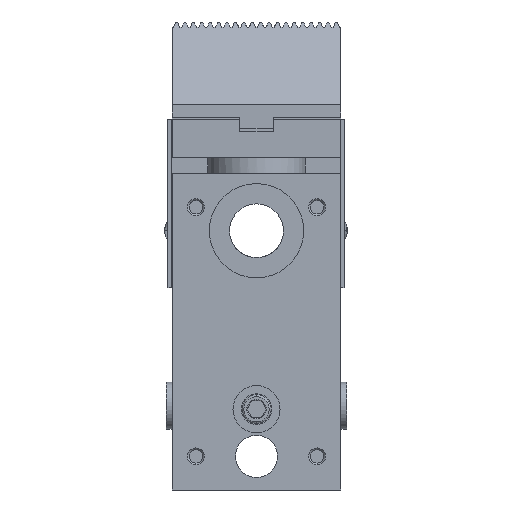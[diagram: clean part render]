
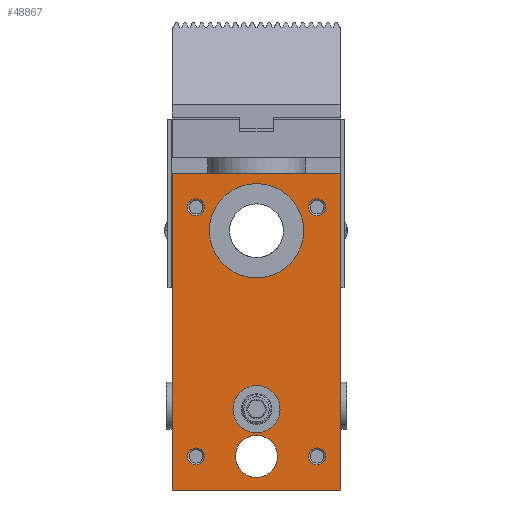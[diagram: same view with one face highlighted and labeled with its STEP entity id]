
A CAD part, front view. The second image highlights one B-rep face of the part: STEP entity #48867.
In plain terms, the highlighted planar face has unit normal (0, -1, 0).
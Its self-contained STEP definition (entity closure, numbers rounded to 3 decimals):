
#46211=DIRECTION('',(1.,0.,0.));
#46212=VECTOR('',#46211,50.);
#46213=CARTESIAN_POINT('',(-25.,0.,-94.));
#46214=LINE('',#46213,#46212);
#46215=DIRECTION('',(0.,0.,-1.));
#46216=VECTOR('',#46215,94.);
#46217=CARTESIAN_POINT('',(-25.,0.,0.));
#46218=LINE('',#46217,#46216);
#46219=DIRECTION('',(-1.,0.,0.));
#46220=VECTOR('',#46219,50.);
#46221=CARTESIAN_POINT('',(25.,0.,0.));
#46222=LINE('',#46221,#46220);
#46223=CARTESIAN_POINT('',(18.,0.,-10.));
#46224=DIRECTION('',(0.,1.,0.));
#46225=DIRECTION('',(0.,0.,1.));
#46226=AXIS2_PLACEMENT_3D('',#46223,#46224,#46225);
#46228=CARTESIAN_POINT('',(18.,0.,-10.));
#46229=DIRECTION('',(0.,1.,0.));
#46230=DIRECTION('',(0.,0.,-1.));
#46231=AXIS2_PLACEMENT_3D('',#46228,#46229,#46230);
#46233=CARTESIAN_POINT('',(-18.,0.,-10.));
#46234=DIRECTION('',(0.,1.,0.));
#46235=DIRECTION('',(0.,0.,1.));
#46236=AXIS2_PLACEMENT_3D('',#46233,#46234,#46235);
#46238=CARTESIAN_POINT('',(-18.,0.,-10.));
#46239=DIRECTION('',(0.,1.,0.));
#46240=DIRECTION('',(0.,0.,-1.));
#46241=AXIS2_PLACEMENT_3D('',#46238,#46239,#46240);
#46243=CARTESIAN_POINT('',(18.,0.,-84.));
#46244=DIRECTION('',(0.,1.,0.));
#46245=DIRECTION('',(0.,0.,1.));
#46246=AXIS2_PLACEMENT_3D('',#46243,#46244,#46245);
#46248=CARTESIAN_POINT('',(18.,0.,-84.));
#46249=DIRECTION('',(0.,1.,0.));
#46250=DIRECTION('',(0.,0.,-1.));
#46251=AXIS2_PLACEMENT_3D('',#46248,#46249,#46250);
#46253=CARTESIAN_POINT('',(-18.,0.,-84.));
#46254=DIRECTION('',(0.,1.,0.));
#46255=DIRECTION('',(0.,0.,1.));
#46256=AXIS2_PLACEMENT_3D('',#46253,#46254,#46255);
#46258=CARTESIAN_POINT('',(-18.,0.,-84.));
#46259=DIRECTION('',(0.,1.,0.));
#46260=DIRECTION('',(0.,0.,-1.));
#46261=AXIS2_PLACEMENT_3D('',#46258,#46259,#46260);
#46263=CARTESIAN_POINT('',(0.,0.,-70.));
#46264=DIRECTION('',(0.,1.,0.));
#46265=DIRECTION('',(0.,0.,1.));
#46266=AXIS2_PLACEMENT_3D('',#46263,#46264,#46265);
#46268=CARTESIAN_POINT('',(0.,0.,-70.));
#46269=DIRECTION('',(0.,1.,0.));
#46270=DIRECTION('',(0.,0.,-1.));
#46271=AXIS2_PLACEMENT_3D('',#46268,#46269,#46270);
#46285=DIRECTION('',(0.,0.,-1.));
#46286=VECTOR('',#46285,94.);
#46287=CARTESIAN_POINT('',(25.,0.,0.));
#46288=LINE('',#46287,#46286);
#47116=CARTESIAN_POINT('',(0.,0.,-17.));
#47117=DIRECTION('',(0.,-1.,0.));
#47118=DIRECTION('',(0.,0.,-1.));
#47119=AXIS2_PLACEMENT_3D('',#47116,#47117,#47118);
#47135=CARTESIAN_POINT('',(0.,0.,-17.));
#47136=DIRECTION('',(0.,-1.,0.));
#47137=DIRECTION('',(0.,0.,1.));
#47138=AXIS2_PLACEMENT_3D('',#47135,#47136,#47137);
#47368=CARTESIAN_POINT('',(0.,0.,-84.));
#47369=DIRECTION('',(0.,-1.,0.));
#47370=DIRECTION('',(0.,0.,-1.));
#47371=AXIS2_PLACEMENT_3D('',#47368,#47369,#47370);
#47373=CARTESIAN_POINT('',(0.,0.,-84.));
#47374=DIRECTION('',(0.,-1.,0.));
#47375=DIRECTION('',(0.,0.,1.));
#47376=AXIS2_PLACEMENT_3D('',#47373,#47374,#47375);
#48350=CARTESIAN_POINT('',(25.,0.,-94.));
#48352=VERTEX_POINT('',#48350);
#48410=CARTESIAN_POINT('',(18.,0.,-81.5));
#48412=VERTEX_POINT('',#48410);
#48428=CARTESIAN_POINT('',(0.,0.,-77.749));
#48429=CARTESIAN_POINT('',(0.,0.,-90.251));
#48430=VERTEX_POINT('',#48428);
#48431=VERTEX_POINT('',#48429);
#48452=CARTESIAN_POINT('',(18.,0.,-7.5));
#48453=CARTESIAN_POINT('',(18.,0.,-12.5));
#48454=VERTEX_POINT('',#48452);
#48455=VERTEX_POINT('',#48453);
#48486=CARTESIAN_POINT('',(-25.,0.,-94.));
#48487=VERTEX_POINT('',#48486);
#48500=CARTESIAN_POINT('',(0.,0.,-31.));
#48502=VERTEX_POINT('',#48500);
#48524=CARTESIAN_POINT('',(0.,0.,-63.));
#48525=CARTESIAN_POINT('',(0.,0.,-77.));
#48526=VERTEX_POINT('',#48524);
#48527=VERTEX_POINT('',#48525);
#48570=CARTESIAN_POINT('',(0.,0.,-3.));
#48571=VERTEX_POINT('',#48570);
#48584=CARTESIAN_POINT('',(-18.,0.,-86.5));
#48586=VERTEX_POINT('',#48584);
#48622=CARTESIAN_POINT('',(-18.,0.,-81.5));
#48623=VERTEX_POINT('',#48622);
#48658=CARTESIAN_POINT('',(-25.,0.,0.));
#48659=VERTEX_POINT('',#48658);
#48724=CARTESIAN_POINT('',(25.,0.,0.));
#48725=VERTEX_POINT('',#48724);
#48759=CARTESIAN_POINT('',(-18.,0.,-12.5));
#48760=VERTEX_POINT('',#48759);
#48771=CARTESIAN_POINT('',(-18.,0.,-7.5));
#48772=VERTEX_POINT('',#48771);
#48781=CARTESIAN_POINT('',(18.,0.,-86.5));
#48782=VERTEX_POINT('',#48781);
#48810=CARTESIAN_POINT('',(25.,0.,0.));
#48811=DIRECTION('',(0.,1.,0.));
#48812=DIRECTION('',(0.,0.,1.));
#48813=AXIS2_PLACEMENT_3D('',#48810,#48811,#48812);
#48814=PLANE('',#48813);
#48816=ORIENTED_EDGE('',*,*,#48815,.T.);
#48818=ORIENTED_EDGE('',*,*,#48817,.F.);
#48820=ORIENTED_EDGE('',*,*,#48819,.F.);
#48822=ORIENTED_EDGE('',*,*,#48821,.F.);
#48823=EDGE_LOOP('',(#48816,#48818,#48820,#48822));
#48824=FACE_OUTER_BOUND('',#48823,.F.);
#48826=ORIENTED_EDGE('',*,*,#48825,.T.);
#48828=ORIENTED_EDGE('',*,*,#48827,.T.);
#48829=EDGE_LOOP('',(#48826,#48828));
#48830=FACE_BOUND('',#48829,.F.);
#48832=ORIENTED_EDGE('',*,*,#48831,.T.);
#48834=ORIENTED_EDGE('',*,*,#48833,.T.);
#48835=EDGE_LOOP('',(#48832,#48834));
#48836=FACE_BOUND('',#48835,.F.);
#48838=ORIENTED_EDGE('',*,*,#48837,.F.);
#48840=ORIENTED_EDGE('',*,*,#48839,.F.);
#48841=EDGE_LOOP('',(#48838,#48840));
#48842=FACE_BOUND('',#48841,.F.);
#48844=ORIENTED_EDGE('',*,*,#48843,.F.);
#48846=ORIENTED_EDGE('',*,*,#48845,.F.);
#48847=EDGE_LOOP('',(#48844,#48846));
#48848=FACE_BOUND('',#48847,.F.);
#48850=ORIENTED_EDGE('',*,*,#48849,.F.);
#48852=ORIENTED_EDGE('',*,*,#48851,.F.);
#48853=EDGE_LOOP('',(#48850,#48852));
#48854=FACE_BOUND('',#48853,.F.);
#48856=ORIENTED_EDGE('',*,*,#48855,.F.);
#48858=ORIENTED_EDGE('',*,*,#48857,.F.);
#48859=EDGE_LOOP('',(#48856,#48858));
#48860=FACE_BOUND('',#48859,.F.);
#48862=ORIENTED_EDGE('',*,*,#48861,.F.);
#48864=ORIENTED_EDGE('',*,*,#48863,.F.);
#48865=EDGE_LOOP('',(#48862,#48864));
#48866=FACE_BOUND('',#48865,.F.);
#46227=CIRCLE('',#46226,2.5);
#46232=CIRCLE('',#46231,2.5);
#46237=CIRCLE('',#46236,2.5);
#46242=CIRCLE('',#46241,2.5);
#46247=CIRCLE('',#46246,2.5);
#46252=CIRCLE('',#46251,2.5);
#46257=CIRCLE('',#46256,2.5);
#46262=CIRCLE('',#46261,2.5);
#46267=CIRCLE('',#46266,7.);
#46272=CIRCLE('',#46271,7.);
#47120=CIRCLE('',#47119,14.);
#47139=CIRCLE('',#47138,14.);
#47372=CIRCLE('',#47371,6.251);
#47377=CIRCLE('',#47376,6.251);
#48815=EDGE_CURVE('',#48725,#48352,#46288,.T.);
#48817=EDGE_CURVE('',#48487,#48352,#46214,.T.);
#48819=EDGE_CURVE('',#48659,#48487,#46218,.T.);
#48821=EDGE_CURVE('',#48725,#48659,#46222,.T.);
#48825=EDGE_CURVE('',#48431,#48430,#47372,.T.);
#48827=EDGE_CURVE('',#48430,#48431,#47377,.T.);
#48831=EDGE_CURVE('',#48502,#48571,#47120,.T.);
#48833=EDGE_CURVE('',#48571,#48502,#47139,.T.);
#48837=EDGE_CURVE('',#48454,#48455,#46227,.T.);
#48839=EDGE_CURVE('',#48455,#48454,#46232,.T.);
#48843=EDGE_CURVE('',#48772,#48760,#46237,.T.);
#48845=EDGE_CURVE('',#48760,#48772,#46242,.T.);
#48849=EDGE_CURVE('',#48412,#48782,#46247,.T.);
#48851=EDGE_CURVE('',#48782,#48412,#46252,.T.);
#48855=EDGE_CURVE('',#48623,#48586,#46257,.T.);
#48857=EDGE_CURVE('',#48586,#48623,#46262,.T.);
#48861=EDGE_CURVE('',#48526,#48527,#46267,.T.);
#48863=EDGE_CURVE('',#48527,#48526,#46272,.T.);
#48867=ADVANCED_FACE('',(#48824,#48830,#48836,#48842,#48848,#48854,#48860,
#48866),#48814,.F.);
